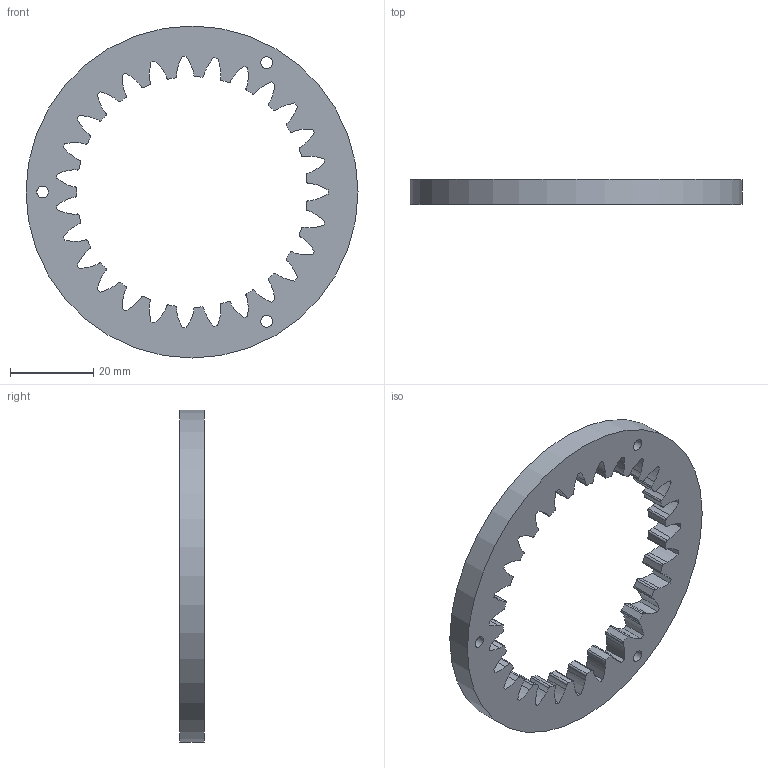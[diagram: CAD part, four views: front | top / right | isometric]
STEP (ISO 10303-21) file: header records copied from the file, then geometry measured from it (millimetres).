
FILE_DESCRIPTION(/* description */ (''),/* implementation_level */ '2;1');
FILE_NAME(/* name */ 'ring_gear.step',/* time_stamp */ '2024-02-09T09:17:33+09:00',/* author */ (''),/* organization */ (''),/* preprocessor_version */ 'ST-DEVELOPER v20',/* originating_system */ 'Autodesk Translation Framework v12.14.0.127',/* authorisation */ '');
FILE_SCHEMA (('AUTOMOTIVE_DESIGN { 1 0 10303 214 3 1 1 }'));
Length unit declared in the file: millimetre
Products named in the file (2): ring_gear_1_2; Internal Gear (27 teeth)
Assembly tree (1 placements, depth 2):
  ring_gear_1_2
    Internal Gear (27 teeth)
Bounding box: 80 x 6 x 80 mm (x, y, z)
Volume: 13010 mm3; surface area: 8242.1 mm2
Topology: 1 solids, 1 shells, 222 faces, 660 edges, 440 vertices
Faces by surface type: cylinder 112, bspline 108, plane 2
Full cylindrical faces by diameter (mm): 2.8 x3, 80 x1
Entity records: 8225 total; most frequent: CARTESIAN_POINT 2729, ORIENTED_EDGE 1320, DIRECTION 902, EDGE_CURVE 660, VERTEX_POINT 440, AXIS2_PLACEMENT_3D 341, EDGE_LOOP 230, CIRCLE 224
